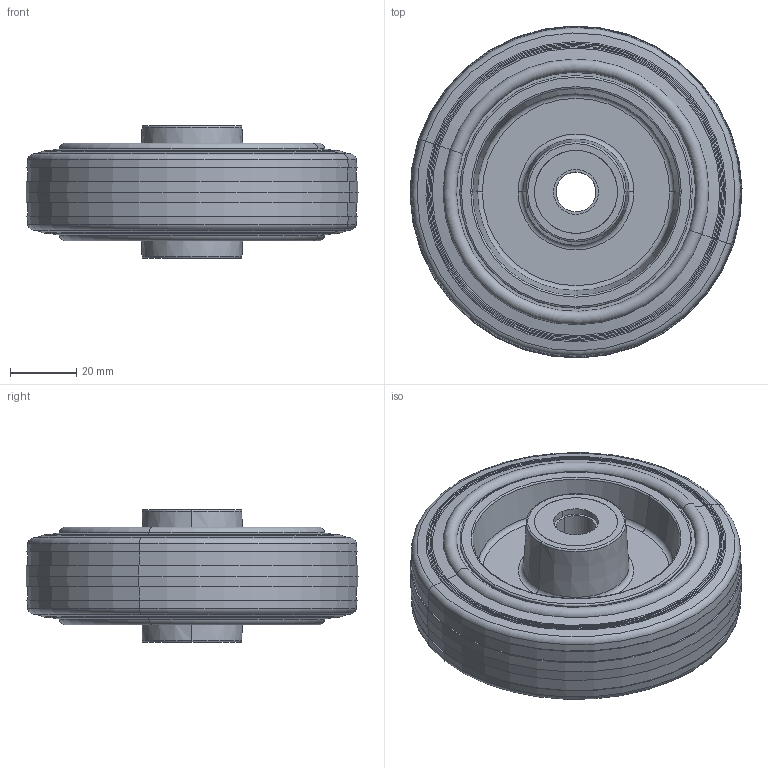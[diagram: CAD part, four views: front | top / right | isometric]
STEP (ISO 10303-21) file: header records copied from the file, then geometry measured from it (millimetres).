
FILE_DESCRIPTION (( 'STEP AP214' ), '1' );
FILE_NAME ('0047404.step', '2022-12-15T08:40:37', ( '' ), ( '' ), 'SwSTEP 2.0', 'SolidWorks 2020', '' );
FILE_SCHEMA (( 'AUTOMOTIVE_DESIGN' ));
Length unit declared in the file: millimetre
Products named in the file (1): 0047404
Bounding box: 99.97 x 99.97 x 40 mm (x, y, z)
Volume: 146961.7 mm3; surface area: 50942.1 mm2
Topology: 4 solids, 4 shells, 122 faces, 244 edges, 142 vertices
Faces by surface type: torus 44, cone 32, cylinder 26, plane 20
Entity records: 4617 total; most frequent: DIRECTION 676, CARTESIAN_POINT 509, ORIENTED_EDGE 488, AXIS2_PLACEMENT_3D 309, EDGE_CURVE 244, CIRCLE 186, VERTEX_POINT 142, EDGE_LOOP 142
